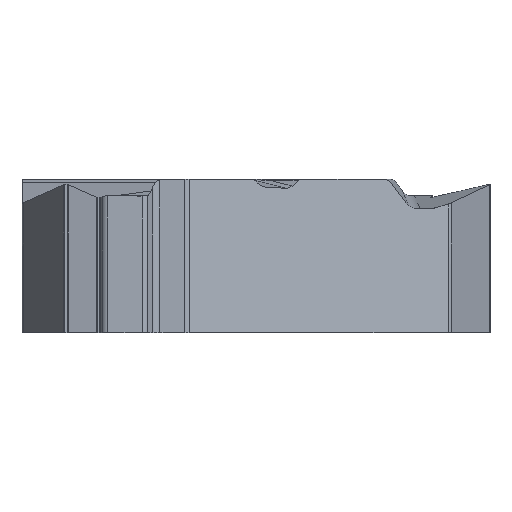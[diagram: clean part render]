
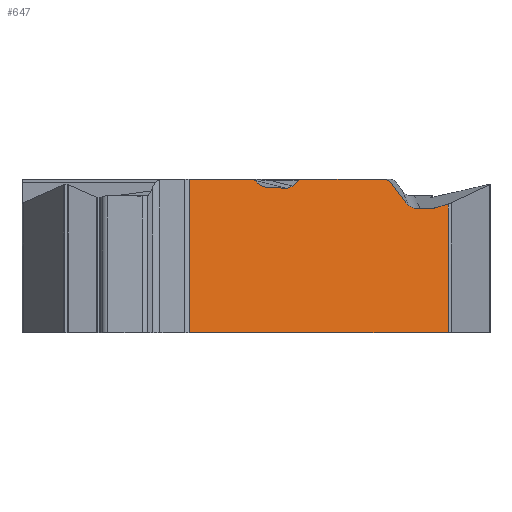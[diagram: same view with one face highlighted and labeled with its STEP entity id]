
A CAD part, front view. The second image highlights one B-rep face of the part: STEP entity #647.
In plain terms, the highlighted planar face has unit normal (0.5, -0.866, 0).
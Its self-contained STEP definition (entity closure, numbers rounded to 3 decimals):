
#64=PLANE('',#2222);
#121=FACE_OUTER_BOUND('',#823,.T.);
#229=ELLIPSE('',#2217,0.338,0.32);
#230=ELLIPSE('',#2218,0.392,0.32);
#231=ELLIPSE('',#2219,0.236,0.2);
#232=ELLIPSE('',#2220,0.167,0.15);
#233=ELLIPSE('',#2221,0.15,0.15);
#311=LINE('',#3738,#494);
#312=LINE('',#3742,#495);
#313=LINE('',#3744,#496);
#314=LINE('',#3746,#497);
#315=LINE('',#3750,#498);
#316=LINE('',#3754,#499);
#317=LINE('',#3758,#500);
#318=LINE('',#3762,#501);
#319=LINE('',#3775,#502);
#320=LINE('',#3791,#503);
#321=LINE('',#3795,#504);
#494=VECTOR('',#2543,1.);
#495=VECTOR('',#2548,1.);
#496=VECTOR('',#2549,1.);
#497=VECTOR('',#2550,1.);
#498=VECTOR('',#2553,1.);
#499=VECTOR('',#2556,1.);
#500=VECTOR('',#2559,1.);
#501=VECTOR('',#2562,1.);
#502=VECTOR('',#2563,1.);
#503=VECTOR('',#2564,1.);
#504=VECTOR('',#2567,1.);
#647=ADVANCED_FACE('',(#121),#64,.F.);
#823=EDGE_LOOP('',(#1039,#1040,#1041,#1042,#1043,#1044,#1045,#1046,#1047,
#1048,#1049,#1050,#1051,#1052,#1053,#1054,#1055,#1056));
#1039=ORIENTED_EDGE('',*,*,#1836,.F.);
#1040=ORIENTED_EDGE('',*,*,#1837,.T.);
#1041=ORIENTED_EDGE('',*,*,#1838,.T.);
#1042=ORIENTED_EDGE('',*,*,#1839,.T.);
#1043=ORIENTED_EDGE('',*,*,#1840,.F.);
#1044=ORIENTED_EDGE('',*,*,#1841,.T.);
#1045=ORIENTED_EDGE('',*,*,#1842,.T.);
#1046=ORIENTED_EDGE('',*,*,#1843,.F.);
#1047=ORIENTED_EDGE('',*,*,#1844,.F.);
#1048=ORIENTED_EDGE('',*,*,#1845,.F.);
#1049=ORIENTED_EDGE('',*,*,#1846,.T.);
#1050=ORIENTED_EDGE('',*,*,#1847,.T.);
#1051=ORIENTED_EDGE('',*,*,#1848,.T.);
#1052=ORIENTED_EDGE('',*,*,#1849,.T.);
#1053=ORIENTED_EDGE('',*,*,#1850,.T.);
#1054=ORIENTED_EDGE('',*,*,#1851,.F.);
#1055=ORIENTED_EDGE('',*,*,#1852,.F.);
#1056=ORIENTED_EDGE('',*,*,#1834,.T.);
#1615=VERTEX_POINT('',#3737);
#1616=VERTEX_POINT('',#3739);
#1617=VERTEX_POINT('',#3743);
#1618=VERTEX_POINT('',#3745);
#1619=VERTEX_POINT('',#3747);
#1620=VERTEX_POINT('',#3749);
#1621=VERTEX_POINT('',#3751);
#1622=VERTEX_POINT('',#3753);
#1623=VERTEX_POINT('',#3755);
#1624=VERTEX_POINT('',#3757);
#1625=VERTEX_POINT('',#3759);
#1626=VERTEX_POINT('',#3761);
#1627=VERTEX_POINT('',#3763);
#1628=VERTEX_POINT('',#3774);
#1629=VERTEX_POINT('',#3776);
#1630=VERTEX_POINT('',#3790);
#1631=VERTEX_POINT('',#3792);
#1632=VERTEX_POINT('',#3794);
#1834=EDGE_CURVE('',#1616,#1615,#311,.T.);
#1836=EDGE_CURVE('',#1617,#1615,#312,.T.);
#1837=EDGE_CURVE('',#1617,#1618,#313,.T.);
#1838=EDGE_CURVE('',#1618,#1619,#314,.T.);
#1839=EDGE_CURVE('',#1619,#1620,#229,.T.);
#1840=EDGE_CURVE('',#1621,#1620,#315,.T.);
#1841=EDGE_CURVE('',#1621,#1622,#230,.T.);
#1842=EDGE_CURVE('',#1622,#1623,#316,.T.);
#1843=EDGE_CURVE('',#1624,#1623,#231,.T.);
#1844=EDGE_CURVE('',#1625,#1624,#317,.T.);
#1845=EDGE_CURVE('',#1626,#1625,#232,.T.);
#1846=EDGE_CURVE('',#1626,#1627,#318,.T.);
#1847=EDGE_CURVE('',#1627,#1628,#2120,.T.);
#1848=EDGE_CURVE('',#1628,#1629,#319,.T.);
#1849=EDGE_CURVE('',#1629,#1630,#2121,.T.);
#1850=EDGE_CURVE('',#1630,#1631,#320,.T.);
#1851=EDGE_CURVE('',#1632,#1631,#233,.T.);
#1852=EDGE_CURVE('',#1616,#1632,#321,.T.);
#2120=B_SPLINE_CURVE_WITH_KNOTS('',3,(#3764,#3765,#3766,#3767,#3768,#3769,
#3770,#3771,#3772,#3773),.UNSPECIFIED.,.F.,.F.,(4,3,3,4),(0.,0.474,
0.706,1.),.UNSPECIFIED.);
#2121=B_SPLINE_CURVE_WITH_KNOTS('',3,(#3777,#3778,#3779,#3780,#3781,#3782,
#3783,#3784,#3785,#3786,#3787,#3788,#3789),.UNSPECIFIED.,.F.,.F.,(4,3,3,
3,4),(0.,0.25,0.499,0.746,1.),
 .UNSPECIFIED.);
#2217=AXIS2_PLACEMENT_3D('',#3748,#2551,#2552);
#2218=AXIS2_PLACEMENT_3D('',#3752,#2554,#2555);
#2219=AXIS2_PLACEMENT_3D('',#3756,#2557,#2558);
#2220=AXIS2_PLACEMENT_3D('',#3760,#2560,#2561);
#2221=AXIS2_PLACEMENT_3D('',#3793,#2565,#2566);
#2222=AXIS2_PLACEMENT_3D('',#3796,#2568,#2569);
#2543=DIRECTION('',(0.,0.,-1.));
#2548=DIRECTION('',(-0.866,-0.5,0.));
#2549=DIRECTION('',(0.,0.,1.));
#2550=DIRECTION('',(-0.837,-0.483,-0.259));
#2551=DIRECTION('',(-0.5,0.866,0.));
#2552=DIRECTION('',(-0.837,-0.483,-0.259));
#2553=DIRECTION('',(0.866,0.5,0.));
#2554=DIRECTION('',(-0.5,0.866,0.));
#2555=DIRECTION('',(-0.859,-0.496,0.124));
#2556=DIRECTION('',(-0.563,-0.325,0.759));
#2557=DIRECTION('',(-0.5,0.866,0.));
#2558=DIRECTION('',(0.866,0.5,0.));
#2559=DIRECTION('',(0.866,0.5,0.));
#2560=DIRECTION('',(-0.5,0.866,0.));
#2561=DIRECTION('',(-0.866,-0.5,0.));
#2562=DIRECTION('',(-0.687,-0.397,-0.608));
#2563=DIRECTION('',(-0.865,-0.499,0.049));
#2564=DIRECTION('',(-0.656,-0.378,0.653));
#2565=DIRECTION('',(-0.5,0.866,0.));
#2566=DIRECTION('',(0.866,0.5,0.));
#2567=DIRECTION('',(0.866,0.5,0.));
#2568=DIRECTION('',(-0.5,0.866,0.));
#2569=DIRECTION('',(-0.866,-0.5,0.));
#3737=CARTESIAN_POINT('',(-0.186,-5.607,-3.97));
#3738=CARTESIAN_POINT('',(-0.186,-5.607,0.08));
#3739=CARTESIAN_POINT('',(-0.186,-5.607,0.22));
#3742=CARTESIAN_POINT('',(8.733,-0.457,-3.97));
#3743=CARTESIAN_POINT('',(6.896,-1.518,-3.97));
#3744=CARTESIAN_POINT('',(6.896,-1.518,0.08));
#3745=CARTESIAN_POINT('',(6.896,-1.518,-0.452));
#3746=CARTESIAN_POINT('',(-3.128,-7.305,-3.554));
#3747=CARTESIAN_POINT('',(6.555,-1.715,-0.558));
#3748=CARTESIAN_POINT('',(6.483,-1.756,-0.249));
#3749=CARTESIAN_POINT('',(6.475,-1.761,-0.57));
#3750=CARTESIAN_POINT('',(-3.971,-7.792,-0.57));
#3751=CARTESIAN_POINT('',(6.026,-2.02,-0.57));
#3752=CARTESIAN_POINT('',(6.009,-2.03,-0.249));
#3753=CARTESIAN_POINT('',(5.736,-2.188,-0.425));
#3754=CARTESIAN_POINT('',(1.411,-4.685,5.404));
#3755=CARTESIAN_POINT('',(5.318,-2.429,0.138));
#3756=CARTESIAN_POINT('',(5.153,-2.524,0.02));
#3757=CARTESIAN_POINT('',(5.153,-2.524,0.22));
#3758=CARTESIAN_POINT('',(-3.971,-7.792,0.22));
#3759=CARTESIAN_POINT('',(2.884,-3.834,0.22));
#3760=CARTESIAN_POINT('',(2.884,-3.834,0.07));
#3761=CARTESIAN_POINT('',(2.79,-3.888,0.184));
#3762=CARTESIAN_POINT('',(-1.514,-6.373,-3.623));
#3763=CARTESIAN_POINT('',(2.626,-3.983,0.039));
#3764=CARTESIAN_POINT('',(2.626,-3.983,0.039));
#3765=CARTESIAN_POINT('',(2.603,-3.996,0.019));
#3766=CARTESIAN_POINT('',(2.577,-4.011,0.003));
#3767=CARTESIAN_POINT('',(2.55,-4.027,-0.007));
#3768=CARTESIAN_POINT('',(2.536,-4.035,-0.012));
#3769=CARTESIAN_POINT('',(2.522,-4.043,-0.016));
#3770=CARTESIAN_POINT('',(2.508,-4.051,-0.018));
#3771=CARTESIAN_POINT('',(2.49,-4.061,-0.022));
#3772=CARTESIAN_POINT('',(2.472,-4.072,-0.023));
#3773=CARTESIAN_POINT('',(2.454,-4.082,-0.022));
#3774=CARTESIAN_POINT('',(2.454,-4.082,-0.022));
#3775=CARTESIAN_POINT('',(8.714,-0.468,-0.373));
#3776=CARTESIAN_POINT('',(1.894,-4.406,0.01));
#3777=CARTESIAN_POINT('',(1.894,-4.406,0.01));
#3778=CARTESIAN_POINT('',(1.878,-4.415,0.011));
#3779=CARTESIAN_POINT('',(1.863,-4.424,0.013));
#3780=CARTESIAN_POINT('',(1.847,-4.433,0.017));
#3781=CARTESIAN_POINT('',(1.832,-4.442,0.021));
#3782=CARTESIAN_POINT('',(1.817,-4.45,0.026));
#3783=CARTESIAN_POINT('',(1.802,-4.459,0.033));
#3784=CARTESIAN_POINT('',(1.788,-4.467,0.04));
#3785=CARTESIAN_POINT('',(1.774,-4.475,0.048));
#3786=CARTESIAN_POINT('',(1.761,-4.483,0.057));
#3787=CARTESIAN_POINT('',(1.747,-4.491,0.067));
#3788=CARTESIAN_POINT('',(1.734,-4.498,0.078));
#3789=CARTESIAN_POINT('',(1.722,-4.505,0.09));
#3790=CARTESIAN_POINT('',(1.722,-4.505,0.09));
#3791=CARTESIAN_POINT('',(5.744,-2.183,-3.919));
#3792=CARTESIAN_POINT('',(1.628,-4.559,0.184));
#3793=CARTESIAN_POINT('',(1.543,-4.608,0.07));
#3794=CARTESIAN_POINT('',(1.543,-4.608,0.22));
#3795=CARTESIAN_POINT('',(8.733,-0.457,0.22));
#3796=CARTESIAN_POINT('',(8.733,-0.457,0.08));
